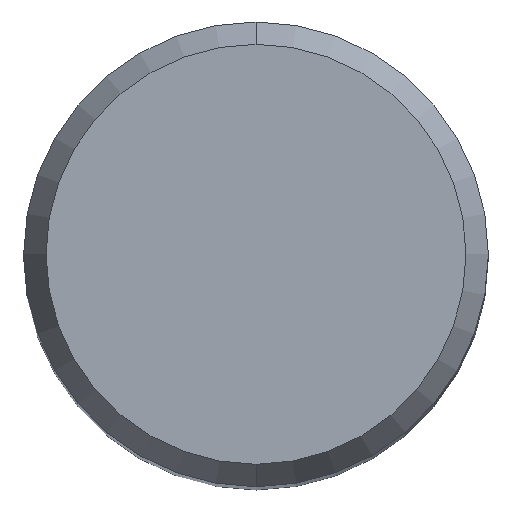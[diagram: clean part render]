
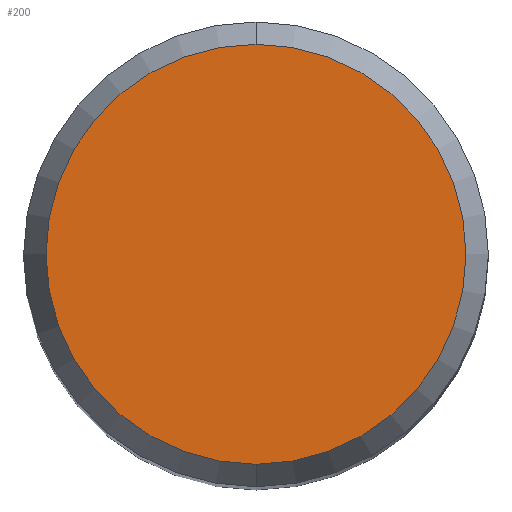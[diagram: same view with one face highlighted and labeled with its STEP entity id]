
A CAD part, top view. The second image highlights one B-rep face of the part: STEP entity #200.
In plain terms, the highlighted planar face has unit normal (0, 0, 1).
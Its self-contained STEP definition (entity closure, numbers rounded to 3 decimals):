
#142=VERTEX_POINT('',#287);
#150=VERTEX_POINT('',#295);
#158=EDGE_CURVE('',#150,#142,#304,.T.);
#168=EDGE_CURVE('',#142,#150,#316,.T.);
#200=ADVANCED_FACE('',(#351),#352,.T.);
#287=CARTESIAN_POINT('',(0.,-4.304,0.01));
#295=CARTESIAN_POINT('',(0.0,4.304,0.01));
#304=CIRCLE('',#465,4.304);
#316=CIRCLE('',#478,4.304);
#351=FACE_OUTER_BOUND('',#528,.T.);
#352=PLANE('',#529);
#465=AXIS2_PLACEMENT_3D('',#635,#636,#637);
#478=AXIS2_PLACEMENT_3D('',#650,#651,#652);
#528=EDGE_LOOP('',(#700,#701));
#529=AXIS2_PLACEMENT_3D('',#702,#703,#704);
#635=CARTESIAN_POINT('',(0.0,0.0,0.01));
#636=DIRECTION('',(0.0,0.0,-1.0));
#637=DIRECTION('',(0.0,1.0,0.0));
#650=CARTESIAN_POINT('',(0.0,0.0,0.01));
#651=DIRECTION('',(0.0,0.0,-1.0));
#652=DIRECTION('',(0.0,1.0,0.0));
#700=ORIENTED_EDGE('',*,*,#158,.F.);
#701=ORIENTED_EDGE('',*,*,#168,.F.);
#702=CARTESIAN_POINT('',(0.0,2.152,0.01));
#703=DIRECTION('',(-0.0,0.0,1.0));
#704=DIRECTION('',(0.0,-1.0,0.0));
